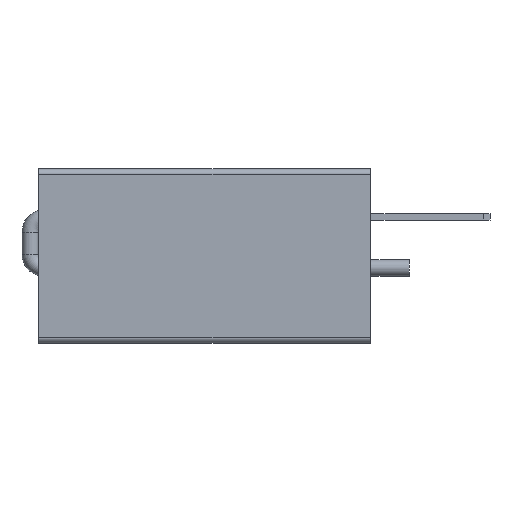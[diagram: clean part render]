
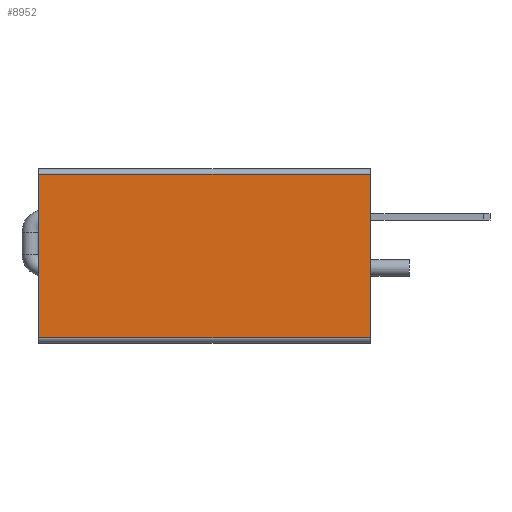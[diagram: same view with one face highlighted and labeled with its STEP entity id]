
A CAD part, left-side view. The second image highlights one B-rep face of the part: STEP entity #8952.
In plain terms, the highlighted planar face has unit normal (-1, 0, 0).
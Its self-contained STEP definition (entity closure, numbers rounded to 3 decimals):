
#4789 = PLANE('',#4790);
#4790 = AXIS2_PLACEMENT_3D('',#4791,#4792,#4793);
#4791 = CARTESIAN_POINT('',(0.,-15.24,0.));
#4792 = DIRECTION('',(0.,1.,0.));
#4793 = DIRECTION('',(1.,0.,0.));
#4846 = VERTEX_POINT('',#4847);
#4847 = CARTESIAN_POINT('',(-11.684,-15.24,-7.493));
#4866 = CYLINDRICAL_SURFACE('',#4867,0.508);
#4867 = AXIS2_PLACEMENT_3D('',#4868,#4869,#4870);
#4868 = CARTESIAN_POINT('',(-11.176,54.974,-7.493));
#4869 = DIRECTION('',(0.,-1.,0.));
#4870 = DIRECTION('',(-1.,0.,0.));
#4878 = EDGE_CURVE('',#4846,#4879,#4881,.T.);
#4879 = VERTEX_POINT('',#4880);
#4880 = CARTESIAN_POINT('',(-11.684,-15.24,7.493));
#4881 = SURFACE_CURVE('',#4882,(#4886,#4893),.PCURVE_S1.);
#4882 = LINE('',#4883,#4884);
#4883 = CARTESIAN_POINT('',(-11.684,-15.24,-7.493));
#4884 = VECTOR('',#4885,1.);
#4885 = DIRECTION('',(0.,0.,1.));
#4886 = PCURVE('',#4789,#4887);
#4887 = DEFINITIONAL_REPRESENTATION('',(#4888),#4892);
#4888 = LINE('',#4889,#4890);
#4889 = CARTESIAN_POINT('',(-11.684,7.493));
#4890 = VECTOR('',#4891,1.);
#4891 = DIRECTION('',(0.,-1.));
#4892 = ( GEOMETRIC_REPRESENTATION_CONTEXT(2) 
PARAMETRIC_REPRESENTATION_CONTEXT() REPRESENTATION_CONTEXT('2D SPACE',''
  ) );
#4893 = PCURVE('',#4894,#4899);
#4894 = PLANE('',#4895);
#4895 = AXIS2_PLACEMENT_3D('',#4896,#4897,#4898);
#4896 = CARTESIAN_POINT('',(-11.684,-15.24,-8.001));
#4897 = DIRECTION('',(-1.,0.,0.));
#4898 = DIRECTION('',(0.,0.,1.));
#4899 = DEFINITIONAL_REPRESENTATION('',(#4900),#4904);
#4900 = LINE('',#4901,#4902);
#4901 = CARTESIAN_POINT('',(0.508,0.));
#4902 = VECTOR('',#4903,1.);
#4903 = DIRECTION('',(1.,0.));
#4904 = ( GEOMETRIC_REPRESENTATION_CONTEXT(2) 
PARAMETRIC_REPRESENTATION_CONTEXT() REPRESENTATION_CONTEXT('2D SPACE',''
  ) );
#4927 = CYLINDRICAL_SURFACE('',#4928,0.508);
#4928 = AXIS2_PLACEMENT_3D('',#4929,#4930,#4931);
#4929 = CARTESIAN_POINT('',(-11.176,54.974,7.493));
#4930 = DIRECTION('',(0.,-1.,0.));
#4931 = DIRECTION('',(0.,0.,1.));
#6319 = PLANE('',#6320);
#6320 = AXIS2_PLACEMENT_3D('',#6321,#6322,#6323);
#6321 = CARTESIAN_POINT('',(0.,15.24,0.));
#6322 = DIRECTION('',(0.,1.,0.));
#6323 = DIRECTION('',(1.,0.,0.));
#7514 = VERTEX_POINT('',#7515);
#7515 = CARTESIAN_POINT('',(-11.684,15.24,7.493));
#7537 = EDGE_CURVE('',#7538,#7514,#7540,.T.);
#7538 = VERTEX_POINT('',#7539);
#7539 = CARTESIAN_POINT('',(-11.684,15.24,-7.493));
#7540 = SURFACE_CURVE('',#7541,(#7545,#7552),.PCURVE_S1.);
#7541 = LINE('',#7542,#7543);
#7542 = CARTESIAN_POINT('',(-11.684,15.24,-7.493));
#7543 = VECTOR('',#7544,1.);
#7544 = DIRECTION('',(0.,0.,1.));
#7545 = PCURVE('',#6319,#7546);
#7546 = DEFINITIONAL_REPRESENTATION('',(#7547),#7551);
#7547 = LINE('',#7548,#7549);
#7548 = CARTESIAN_POINT('',(-11.684,7.493));
#7549 = VECTOR('',#7550,1.);
#7550 = DIRECTION('',(0.,-1.));
#7551 = ( GEOMETRIC_REPRESENTATION_CONTEXT(2) 
PARAMETRIC_REPRESENTATION_CONTEXT() REPRESENTATION_CONTEXT('2D SPACE',''
  ) );
#7552 = PCURVE('',#4894,#7553);
#7553 = DEFINITIONAL_REPRESENTATION('',(#7554),#7558);
#7554 = LINE('',#7555,#7556);
#7555 = CARTESIAN_POINT('',(0.508,30.48));
#7556 = VECTOR('',#7557,1.);
#7557 = DIRECTION('',(1.,0.));
#7558 = ( GEOMETRIC_REPRESENTATION_CONTEXT(2) 
PARAMETRIC_REPRESENTATION_CONTEXT() REPRESENTATION_CONTEXT('2D SPACE',''
  ) );
#8931 = EDGE_CURVE('',#7514,#4879,#8932,.T.);
#8932 = SURFACE_CURVE('',#8933,(#8937,#8944),.PCURVE_S1.);
#8933 = LINE('',#8934,#8935);
#8934 = CARTESIAN_POINT('',(-11.684,15.24,7.493));
#8935 = VECTOR('',#8936,1.);
#8936 = DIRECTION('',(0.,-1.,0.));
#8937 = PCURVE('',#4927,#8938);
#8938 = DEFINITIONAL_REPRESENTATION('',(#8939),#8943);
#8939 = LINE('',#8940,#8941);
#8940 = CARTESIAN_POINT('',(1.571,39.734));
#8941 = VECTOR('',#8942,1.);
#8942 = DIRECTION('',(0.,1.));
#8943 = ( GEOMETRIC_REPRESENTATION_CONTEXT(2) 
PARAMETRIC_REPRESENTATION_CONTEXT() REPRESENTATION_CONTEXT('2D SPACE',''
  ) );
#8944 = PCURVE('',#4894,#8945);
#8945 = DEFINITIONAL_REPRESENTATION('',(#8946),#8950);
#8946 = LINE('',#8947,#8948);
#8947 = CARTESIAN_POINT('',(15.494,30.48));
#8948 = VECTOR('',#8949,1.);
#8949 = DIRECTION('',(0.,-1.));
#8950 = ( GEOMETRIC_REPRESENTATION_CONTEXT(2) 
PARAMETRIC_REPRESENTATION_CONTEXT() REPRESENTATION_CONTEXT('2D SPACE',''
  ) );
#8952 = ADVANCED_FACE('',(#8953),#4894,.T.);
#8953 = FACE_BOUND('',#8954,.F.);
#8954 = EDGE_LOOP('',(#8955,#8976,#8977,#8978));
#8955 = ORIENTED_EDGE('',*,*,#8956,.F.);
#8956 = EDGE_CURVE('',#7538,#4846,#8957,.T.);
#8957 = SURFACE_CURVE('',#8958,(#8962,#8969),.PCURVE_S1.);
#8958 = LINE('',#8959,#8960);
#8959 = CARTESIAN_POINT('',(-11.684,15.24,-7.493));
#8960 = VECTOR('',#8961,1.);
#8961 = DIRECTION('',(0.,-1.,0.));
#8962 = PCURVE('',#4894,#8963);
#8963 = DEFINITIONAL_REPRESENTATION('',(#8964),#8968);
#8964 = LINE('',#8965,#8966);
#8965 = CARTESIAN_POINT('',(0.508,30.48));
#8966 = VECTOR('',#8967,1.);
#8967 = DIRECTION('',(0.,-1.));
#8968 = ( GEOMETRIC_REPRESENTATION_CONTEXT(2) 
PARAMETRIC_REPRESENTATION_CONTEXT() REPRESENTATION_CONTEXT('2D SPACE',''
  ) );
#8969 = PCURVE('',#4866,#8970);
#8970 = DEFINITIONAL_REPRESENTATION('',(#8971),#8975);
#8971 = LINE('',#8972,#8973);
#8972 = CARTESIAN_POINT('',(0.,39.734));
#8973 = VECTOR('',#8974,1.);
#8974 = DIRECTION('',(0.,1.));
#8975 = ( GEOMETRIC_REPRESENTATION_CONTEXT(2) 
PARAMETRIC_REPRESENTATION_CONTEXT() REPRESENTATION_CONTEXT('2D SPACE',''
  ) );
#8976 = ORIENTED_EDGE('',*,*,#7537,.T.);
#8977 = ORIENTED_EDGE('',*,*,#8931,.T.);
#8978 = ORIENTED_EDGE('',*,*,#4878,.F.);
